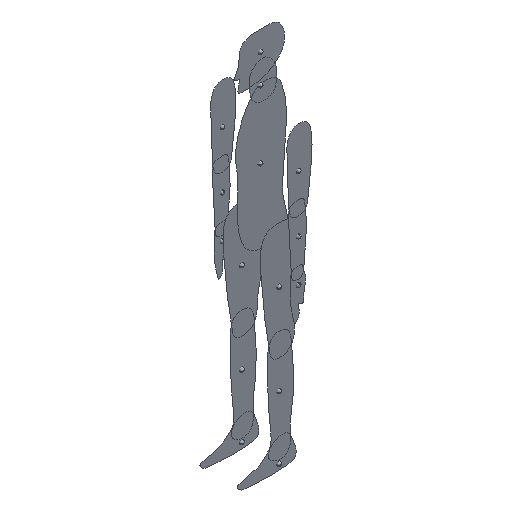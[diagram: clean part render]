
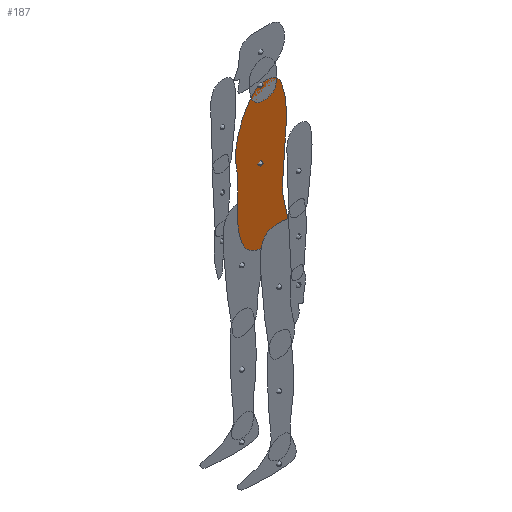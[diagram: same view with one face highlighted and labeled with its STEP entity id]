
A CAD part, isometric view. The second image highlights one B-rep face of the part: STEP entity #187.
In plain terms, the highlighted planar face has unit normal (0, 1, 0).
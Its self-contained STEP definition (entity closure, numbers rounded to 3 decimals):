
#88=B_SPLINE_CURVE_WITH_KNOTS('',3,(#2435,#2436,#2437,#2438,#2439,#2440,
#2441,#2442,#2443,#2444,#2445,#2446,#2447,#2448,#2449,#2450,#2451,#2452,
#2453,#2454,#2455,#2456,#2457,#2458,#2459),.UNSPECIFIED.,.T.,.F.,(4,1,1,
1,1,1,1,1,1,1,1,1,1,1,1,1,1,1,1,1,1,1,4),(0.,83.095,166.19,
249.285,332.38,415.475,498.571,581.666,
664.761,747.856,830.951,914.046,997.141,
1080.236,1163.331,1246.426,1329.521,1412.617,
1495.712,1578.807,1661.902,1744.997,1828.092),
 .UNSPECIFIED.);
#111=PLANE('',#747);
#187=ADVANCED_FACE('',(#232),#111,.T.);
#232=FACE_OUTER_BOUND('',#277,.T.);
#277=EDGE_LOOP('',(#352));
#352=ORIENTED_EDGE('',*,*,#397,.F.);
#397=EDGE_CURVE('',#546,#546,#88,.T.);
#546=VERTEX_POINT('',#2434);
#747=AXIS2_PLACEMENT_3D('',#2433,#909,$);
#909=DIRECTION('',(0.,1.,0.));
#2433=CARTESIAN_POINT('',(-444.722,0.,1650.103));
#2434=CARTESIAN_POINT('',(-259.42,0.,1638.921));
#2435=CARTESIAN_POINT('',(-259.42,0.,1638.921));
#2436=CARTESIAN_POINT('',(-270.474,0.,1642.547));
#2437=CARTESIAN_POINT('',(-299.489,0.,1646.002));
#2438=CARTESIAN_POINT('',(-353.375,0.,1624.24));
#2439=CARTESIAN_POINT('',(-405.188,0.,1546.521));
#2440=CARTESIAN_POINT('',(-442.493,0.,1438.75));
#2441=CARTESIAN_POINT('',(-443.529,0.,1347.559));
#2442=CARTESIAN_POINT('',(-426.949,0.,1287.456));
#2443=CARTESIAN_POINT('',(-435.239,0.,1242.897));
#2444=CARTESIAN_POINT('',(-438.348,0.,1104.038));
#2445=CARTESIAN_POINT('',(-416.586,0.,990.05));
#2446=CARTESIAN_POINT('',(-373.064,0.,935.128));
#2447=CARTESIAN_POINT('',(-321.251,0.,917.512));
#2448=CARTESIAN_POINT('',(-236.277,0.,921.657));
#2449=CARTESIAN_POINT('',(-191.718,0.,940.31));
#2450=CARTESIAN_POINT('',(-174.102,0.,987.977));
#2451=CARTESIAN_POINT('',(-194.827,0.,1059.479));
#2452=CARTESIAN_POINT('',(-209.335,0.,1115.437));
#2453=CARTESIAN_POINT('',(-201.045,0.,1203.519));
#2454=CARTESIAN_POINT('',(-181.356,0.,1384.864));
#2455=CARTESIAN_POINT('',(-185.501,0.,1510.252));
#2456=CARTESIAN_POINT('',(-213.48,0.,1607.66));
#2457=CARTESIAN_POINT('',(-233.169,0.,1624.24));
#2458=CARTESIAN_POINT('',(-248.367,0.,1635.294));
#2459=CARTESIAN_POINT('',(-259.42,0.,1638.921));
